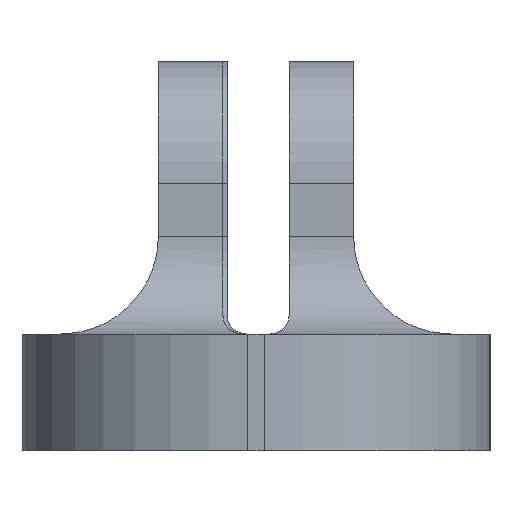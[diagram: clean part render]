
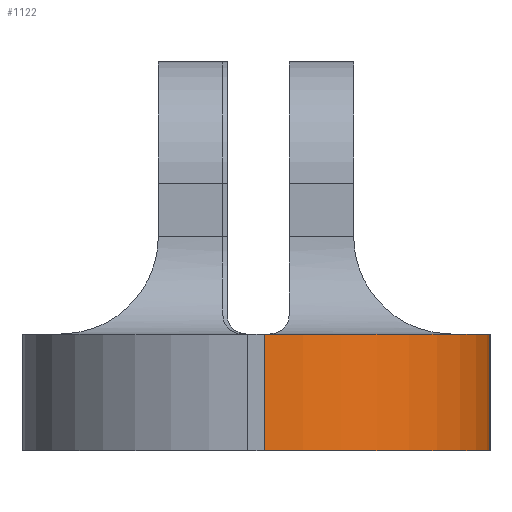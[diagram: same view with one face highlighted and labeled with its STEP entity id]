
A CAD part, left-side view. The second image highlights one B-rep face of the part: STEP entity #1122.
In plain terms, the highlighted cylindrical face has radius 5.794 mm (diameter 11.588 mm), a partial arc.
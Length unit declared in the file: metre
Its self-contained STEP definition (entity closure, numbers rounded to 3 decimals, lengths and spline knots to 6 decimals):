
#43=LINE('',#1633,#135);
#49=LINE('',#1646,#141);
#135=VECTOR('',#1299,1.);
#141=VECTOR('',#1307,1.);
#445=ORIENTED_EDGE('',*,*,#610,.F.);
#446=ORIENTED_EDGE('',*,*,#576,.F.);
#447=ORIENTED_EDGE('',*,*,#614,.F.);
#448=ORIENTED_EDGE('',*,*,#582,.F.);
#576=EDGE_CURVE('',#735,#737,#43,.F.);
#582=EDGE_CURVE('',#742,#739,#49,.T.);
#610=EDGE_CURVE('',#737,#742,#846,.T.);
#614=EDGE_CURVE('',#739,#735,#850,.F.);
#735=VERTEX_POINT('',#1631);
#737=VERTEX_POINT('',#1634);
#739=VERTEX_POINT('',#1640);
#742=VERTEX_POINT('',#1645);
#846=CIRCLE('',#1180,0.005794);
#850=CIRCLE('',#1185,0.005794);
#935=EDGE_LOOP('',(#445,#446,#447,#448));
#1021=FACE_BOUND('',#935,.T.);
#1060=CYLINDRICAL_SURFACE('',#1245,0.005794);
#1122=ADVANCED_FACE('',(#1021),#1060,.T.);
#1180=AXIS2_PLACEMENT_3D('',#1703,#1350,#1351);
#1185=AXIS2_PLACEMENT_3D('',#1708,#1360,#1361);
#1245=AXIS2_PLACEMENT_3D('',#1912,#1540,#1541);
#1299=DIRECTION('',(0.,0.,-1.));
#1307=DIRECTION('',(0.,0.,-1.));
#1350=DIRECTION('',(0.,0.,1.));
#1351=DIRECTION('',(1.,0.,0.));
#1360=DIRECTION('',(0.,0.,1.));
#1361=DIRECTION('',(1.,0.,0.));
#1540=DIRECTION('',(0.,0.,1.));
#1541=DIRECTION('',(1.,0.,0.));
#1631=CARTESIAN_POINT('',(-0.036,-0.000206,0.));
#1633=CARTESIAN_POINT('',(-0.036,-0.000206,0.003));
#1634=CARTESIAN_POINT('',(-0.036,-0.000206,0.003));
#1640=CARTESIAN_POINT('',(-0.030206,-0.006,0.));
#1645=CARTESIAN_POINT('',(-0.030206,-0.006,0.003));
#1646=CARTESIAN_POINT('',(-0.030206,-0.006,0.));
#1703=CARTESIAN_POINT('',(-0.030206,-0.000206,0.003));
#1708=CARTESIAN_POINT('',(-0.030206,-0.000206,0.));
#1912=CARTESIAN_POINT('',(-0.030206,-0.000206,0.003));
